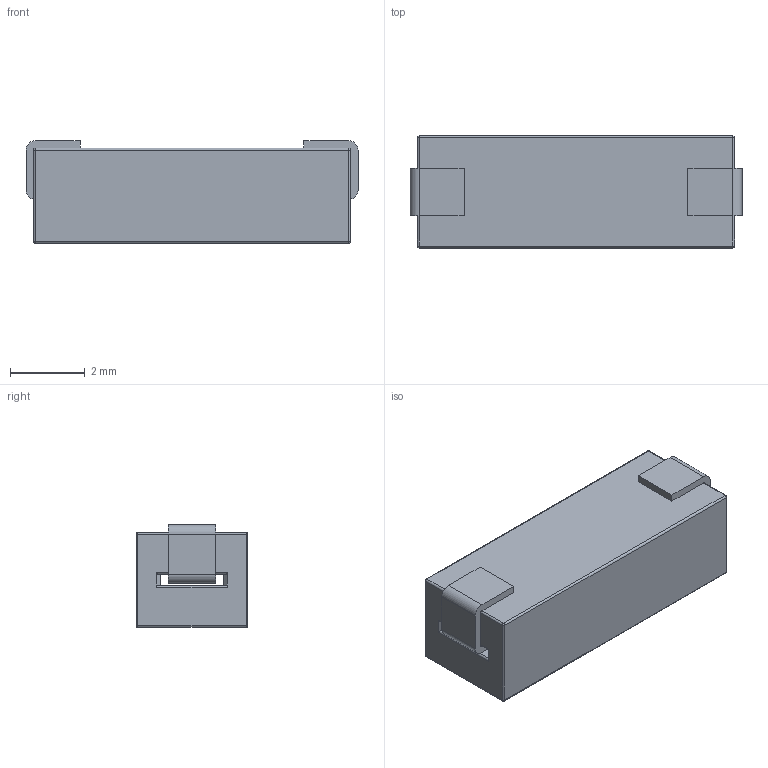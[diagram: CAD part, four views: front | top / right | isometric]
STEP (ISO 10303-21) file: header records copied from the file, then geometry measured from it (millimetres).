
FILE_DESCRIPTION(/* description */ ('Unknown'),/* implementation_level */ '2;1');
FILE_NAME(/* name */ '74279391',/* time_stamp */ '2019-12-20T09:10:13+01:00',/* author */ ('Unknown'),/* organization */ ('Unknown'),/* preprocessor_version */ 'ST-DEVELOPER v16.7',/* originating_system */ 'DEX',/* authorisation */ $);
FILE_SCHEMA (('AUTOMOTIVE_DESIGN {1 0 10303 214 3 1 1}'));
Length unit declared in the file: millimetre
Products named in the file (3): 74279391; Gehäuse; Pin
Assembly tree (2 placements, depth 2):
  74279391
    Gehäuse
    Pin
Bounding box: 8.9 x 3 x 2.75 mm (x, y, z)
Volume: 64.2 mm3; surface area: 182.6 mm2
Topology: 2 solids, 2 shells, 61 faces, 155 edges, 90 vertices
Faces by surface type: plane 28, cylinder 25, sphere 8
Entity records: 1839 total; most frequent: DIRECTION 325, CARTESIAN_POINT 301, ORIENTED_EDGE 294, EDGE_CURVE 147, AXIS2_PLACEMENT_3D 114, LINE 97, VECTOR 97, VERTEX_POINT 90
